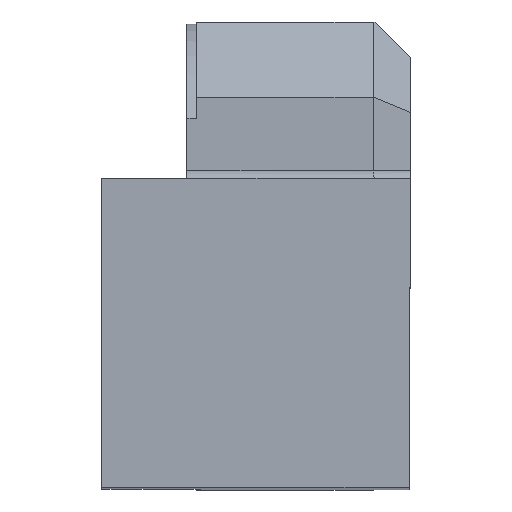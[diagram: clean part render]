
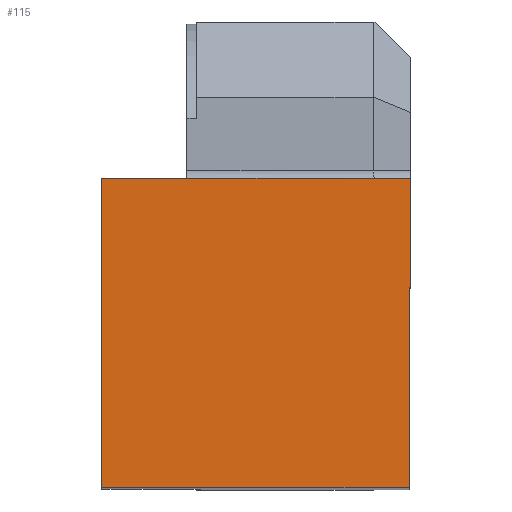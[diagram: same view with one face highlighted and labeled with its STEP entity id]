
A CAD part, top view. The second image highlights one B-rep face of the part: STEP entity #115.
In plain terms, the highlighted planar face has unit normal (0, 0, 1).
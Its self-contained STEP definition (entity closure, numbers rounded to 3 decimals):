
#88=FACE_OUTER_BOUND('',#351,.T.);
#115=ADVANCED_FACE('',(#88),#158,.F.);
#158=PLANE('',#844);
#200=LINE('',#1233,#256);
#209=LINE('',#1256,#265);
#210=LINE('',#1258,#266);
#211=LINE('',#1260,#267);
#256=VECTOR('',#987,1.);
#265=VECTOR('',#1010,1.);
#266=VECTOR('',#1013,1.);
#267=VECTOR('',#1014,1.);
#351=EDGE_LOOP('',(#494,#495,#496,#497));
#494=ORIENTED_EDGE('',*,*,#716,.F.);
#495=ORIENTED_EDGE('',*,*,#717,.F.);
#496=ORIENTED_EDGE('',*,*,#718,.F.);
#497=ORIENTED_EDGE('',*,*,#704,.F.);
#622=VERTEX_POINT('',#1232);
#623=VERTEX_POINT('',#1234);
#629=VERTEX_POINT('',#1255);
#630=VERTEX_POINT('',#1259);
#704=EDGE_CURVE('',#622,#623,#200,.T.);
#716=EDGE_CURVE('',#629,#622,#209,.T.);
#717=EDGE_CURVE('',#630,#629,#210,.T.);
#718=EDGE_CURVE('',#623,#630,#211,.T.);
#844=AXIS2_PLACEMENT_3D('',#1261,#1015,#1016);
#987=DIRECTION('',(-1.,0.,0.));
#1010=DIRECTION('',(-0.004,-1.,0.));
#1013=DIRECTION('',(1.,0.,0.));
#1014=DIRECTION('',(0.,1.,0.));
#1015=DIRECTION('',(0.,0.,-1.));
#1016=DIRECTION('',(-1.,0.,0.));
#1232=CARTESIAN_POINT('',(-0.109,0.,0.));
#1233=CARTESIAN_POINT('',(-0.109,0.,0.));
#1234=CARTESIAN_POINT('',(-24.875,0.,0.));
#1255=CARTESIAN_POINT('',(0.,24.875,0.));
#1256=CARTESIAN_POINT('',(0.,24.875,0.));
#1258=CARTESIAN_POINT('',(-24.875,24.875,0.));
#1259=CARTESIAN_POINT('',(-24.875,24.875,0.));
#1260=CARTESIAN_POINT('',(-24.875,0.,0.));
#1261=CARTESIAN_POINT('',(-0.109,0.,0.));
